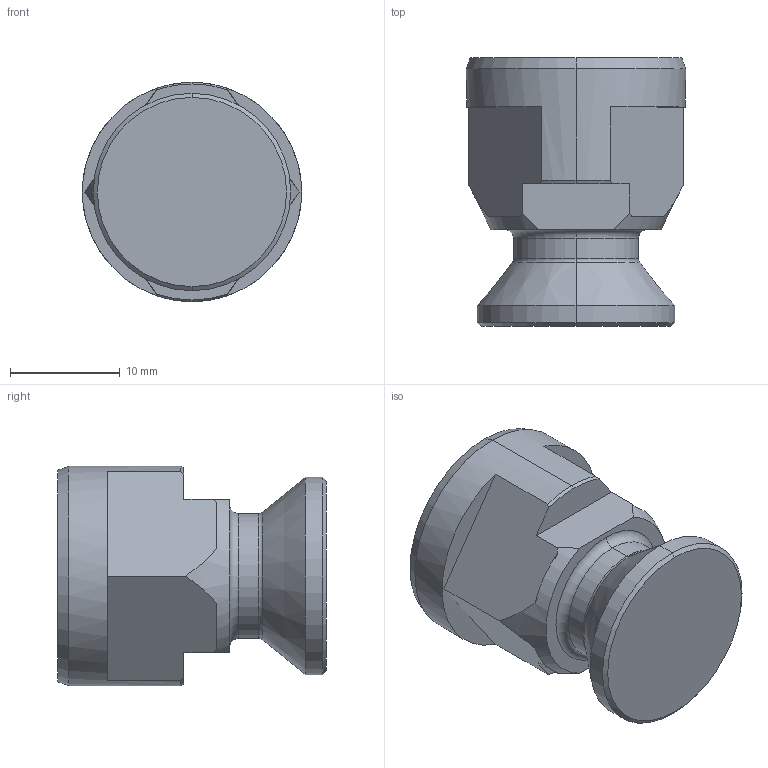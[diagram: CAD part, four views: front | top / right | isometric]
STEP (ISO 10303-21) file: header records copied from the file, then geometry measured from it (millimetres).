
FILE_DESCRIPTION (( 'STEP AP214' ), '1' );
FILE_NAME ('2000 010 EZNi m.Ausgleich ø20_M10 BI. 4.5 Speedy metec 1 063-004 Einzugsnippel.STEP', '2014-04-23T13:37:12', ( '' ), ( '' ), 'SwSTEP 2.0', 'SolidWorks 2013', '' );
FILE_SCHEMA (( 'AUTOMOTIVE_DESIGN' ));
Length unit declared in the file: millimetre
Products named in the file (1): 2000 010 EZNi m.Ausgleich ø20_M10 BI. 4.5 Speedy metec 1 063-004 Einzugsnippel
Bounding box: 20 x 24.5 x 20 mm (x, y, z)
Volume: 4677.2 mm3; surface area: 2448.2 mm2
Topology: 1 solids, 1 shells, 42 faces, 102 edges, 62 vertices
Faces by surface type: plane 17, cone 13, cylinder 8, torus 4
Entity records: 1275 total; most frequent: CARTESIAN_POINT 265, DIRECTION 211, ORIENTED_EDGE 200, EDGE_CURVE 100, AXIS2_PLACEMENT_3D 84, VERTEX_POINT 62, EDGE_LOOP 44, VECTOR 43
